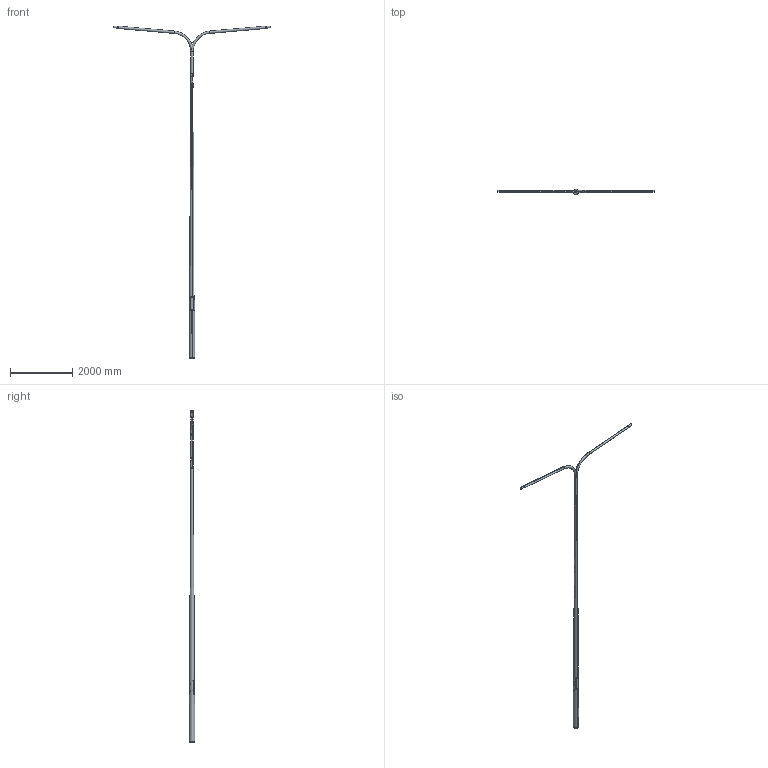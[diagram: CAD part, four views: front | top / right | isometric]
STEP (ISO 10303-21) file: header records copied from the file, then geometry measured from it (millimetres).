
FILE_DESCRIPTION (( 'STEP AP214' ), '1' );
FILE_NAME ('100840KGXS T225B210K 4607896 T-VARTINEN KARTIOPYLVÄS_3D.step', '2022-05-29T18:49:41', ( '' ), ( '' ), 'SwSTEP 2.0', 'SolidWorks 2021', '' );
FILE_SCHEMA (( 'AUTOMOTIVE_DESIGN' ));
Length unit declared in the file: millimetre
Products named in the file (13): VARREN NEOPREN-TIIVISTE_D60X4; KYTKENTÄAUKON LATTARAUTA_LATTA 4X20X120; KYTKENTÄAUKON LUUKKU_76-185-3-9100; PIDÄTINRUUVI DIN 914 - M10_DIN 914 - M10 x 16-N; LATTA 5X16X460 KYTKENTÄAUKON VAHVIKE_C 1; 100840KGXS T225B210K 4607896 T-VARTINEN KARTIOPYLVÄS_3D; T-VARREN PIDEMPI AIHIO_T225BK; T-VARREN LYHYEMPI AIHIO_T225BK; socket head cap screw_din_DIN 912 M6 x 16 --- 16N; T-KARTIOVARSI_T225BK; KARTIORUNKO_B210K; PIDÄTINRUUVI DIN 914 - M10_DIN 914 - M10 x 20-N; KARTIOAIHIO_76-185-3-9100
Assembly tree (21 placements, depth 3):
  100840KGXS T225B210K 4607896 T-VARTINEN KARTIOPYLVÄS_3D
    KARTIORUNKO_B210K
      KARTIOAIHIO_76-185-3-9100
      socket head cap screw_din_DIN 912 M6 x 16 --- 16N  x4
      LATTA 5X16X460 KYTKENTÄAUKON VAHVIKE_C 1  x2
      KYTKENTÄAUKON LATTARAUTA_LATTA 4X20X120  x2
      KYTKENTÄAUKON LUUKKU_76-185-3-9100
      PIDÄTINRUUVI DIN 914 - M10_DIN 914 - M10 x 16-N  x5
      PIDÄTINRUUVI DIN 914 - M10_DIN 914 - M10 x 20-N
    T-KARTIOVARSI_T225BK
      T-VARREN PIDEMPI AIHIO_T225BK
      T-VARREN LYHYEMPI AIHIO_T225BK
      VARREN NEOPREN-TIIVISTE_D60X4
Bounding box: 5005.29 x 185 x 10629.96 mm (x, y, z)
Volume: 15313395.5 mm3; surface area: 10371800.9 mm2
Topology: 20 solids, 20 shells, 367 faces, 857 edges, 520 vertices
Faces by surface type: plane 157, cylinder 94, cone 59, torus 42, bspline 15
Entity records: 11917 total; most frequent: CARTESIAN_POINT 6219, ORIENTED_EDGE 1046, DIRECTION 1004, EDGE_CURVE 523, AXIS2_PLACEMENT_3D 394, VERTEX_POINT 321, EDGE_LOOP 236, LINE 216
